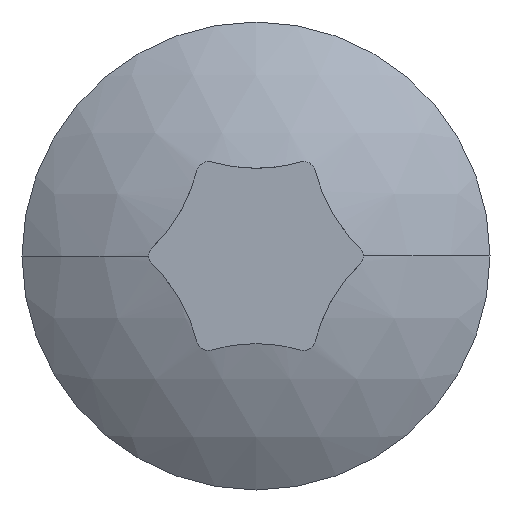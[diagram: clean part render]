
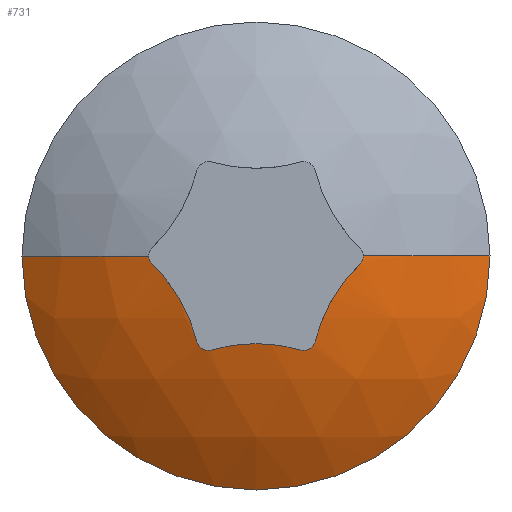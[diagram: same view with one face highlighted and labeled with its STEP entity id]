
A CAD part, left-side view. The second image highlights one B-rep face of the part: STEP entity #731.
In plain terms, the highlighted spherical face has radius 10 mm.
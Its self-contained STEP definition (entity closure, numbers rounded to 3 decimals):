
#1 = B_SPLINE_CURVE_WITH_KNOTS ( 'NONE', 3,
 ( #342, #703, #766, #405 ),
 .UNSPECIFIED., .F., .F.,
 ( 4, 4 ),
 ( 0., 0. ),
 .UNSPECIFIED. ) ;
#14 = ORIENTED_EDGE ( 'NONE', *, *, #251, .T. ) ;
#16 = CARTESIAN_POINT ( 'NONE',  ( 0.362, 1.142, -2.41 ) ) ;
#21 = CARTESIAN_POINT ( 'NONE',  ( 0.256, 0., -2.25 ) ) ;
#23 = EDGE_CURVE ( 'NONE', #247, #535, #568, .T. ) ;
#29 = CARTESIAN_POINT ( 'NONE',  ( 0.362, -1.517, -2.194 ) ) ;
#36 = CARTESIAN_POINT ( 'NONE',  ( 0.257, -2.145, -0.786 ) ) ;
#49 = CARTESIAN_POINT ( 'NONE',  ( 2., 6., 0. ) ) ;
#55 = CARTESIAN_POINT ( 'NONE',  ( 0.257, 1.753, -1.464 ) ) ;
#66 = ORIENTED_EDGE ( 'NONE', *, *, #426, .T. ) ;
#82 = DIRECTION ( 'NONE',  ( 1., 0., 0. ) ) ;
#98 = CARTESIAN_POINT ( 'NONE',  ( 0.362, 1.517, -2.194 ) ) ;
#128 = CARTESIAN_POINT ( 'NONE',  ( 0.386, 2.75, 0. ) ) ;
#136 = CARTESIAN_POINT ( 'NONE',  ( 0.362, -1.142, -2.41 ) ) ;
#149 = CIRCLE ( 'NONE', #431, 10. ) ;
#153 = CARTESIAN_POINT ( 'NONE',  ( 0.256, 0., -2.25 ) ) ;
#163 = CARTESIAN_POINT ( 'NONE',  ( 0.256, 0., -2.25 ) ) ;
#170 = CARTESIAN_POINT ( 'NONE',  ( 0.292, -2.382, -0.484 ) ) ;
#176 = B_SPLINE_CURVE_WITH_KNOTS ( 'NONE', 3,
 ( #153, #944, #935, #652 ),
 .UNSPECIFIED., .F., .F.,
 ( 4, 4 ),
 ( 0.001, 0.002 ),
 .UNSPECIFIED. ) ;
#183 = CARTESIAN_POINT ( 'NONE',  ( 0.377, 1.219, -2.432 ) ) ;
#189 = CARTESIAN_POINT ( 'NONE',  ( 0.256, 2.144, -0.787 ) ) ;
#191 = VERTEX_POINT ( 'NONE', #462 ) ;
#213 = VERTEX_POINT ( 'NONE', #21 ) ;
#219 = CARTESIAN_POINT ( 'NONE',  ( 0.386, -1.305, -2.422 ) ) ;
#220 = B_SPLINE_CURVE_WITH_KNOTS ( 'NONE', 3,
 ( #16, #183, #539, #814, #326, #98 ),
 .UNSPECIFIED., .F., .F.,
 ( 4, 2, 4 ),
 ( 0., 0., 0. ),
 .UNSPECIFIED. ) ;
#234 = CARTESIAN_POINT ( 'NONE',  ( 0.256, -0.391, -2.25 ) ) ;
#237 = ORIENTED_EDGE ( 'NONE', *, *, #323, .T. ) ;
#247 = VERTEX_POINT ( 'NONE', #381 ) ;
#251 = EDGE_CURVE ( 'NONE', #636, #191, #220, .T. ) ;
#255 = EDGE_CURVE ( 'NONE', #767, #213, #470, .T. ) ;
#268 = ORIENTED_EDGE ( 'NONE', *, *, #782, .T. ) ;
#269 = EDGE_CURVE ( 'NONE', #891, #589, #832, .T. ) ;
#271 = CARTESIAN_POINT ( 'NONE',  ( 0.362, 2.658, -0.216 ) ) ;
#291 = CARTESIAN_POINT ( 'NONE',  ( 10., 0., 0. ) ) ;
#301 = B_SPLINE_CURVE_WITH_KNOTS ( 'NONE', 3,
 ( #788, #734, #522, #219, #662, #136 ),
 .UNSPECIFIED., .F., .F.,
 ( 4, 2, 4 ),
 ( 0., 0., 0. ),
 .UNSPECIFIED. ) ;
#307 = ORIENTED_EDGE ( 'NONE', *, *, #898, .T. ) ;
#309 = EDGE_CURVE ( 'NONE', #247, #891, #1, .T. ) ;
#315 = CARTESIAN_POINT ( 'NONE',  ( 0.362, -2.658, -0.216 ) ) ;
#323 = EDGE_CURVE ( 'NONE', #695, #912, #718, .T. ) ;
#326 = CARTESIAN_POINT ( 'NONE',  ( 0.377, 1.497, -2.272 ) ) ;
#335 = CIRCLE ( 'NONE', #746, 6. ) ;
#342 = CARTESIAN_POINT ( 'NONE',  ( 0.386, -2.75, 0. ) ) ;
#381 = CARTESIAN_POINT ( 'NONE',  ( 0.386, -2.75, 0. ) ) ;
#405 = CARTESIAN_POINT ( 'NONE',  ( 0.362, -2.658, -0.216 ) ) ;
#410 = VERTEX_POINT ( 'NONE', #49 ) ;
#416 = CARTESIAN_POINT ( 'NONE',  ( 0.362, 1.517, -2.194 ) ) ;
#421 = B_SPLINE_CURVE_WITH_KNOTS ( 'NONE', 3,
 ( #416, #776, #55, #189, #492, #618 ),
 .UNSPECIFIED., .F., .F.,
 ( 4, 2, 4 ),
 ( 0., 0.001, 0.002 ),
 .UNSPECIFIED. ) ;
#423 = SPHERICAL_SURFACE ( 'NONE', #799, 10. ) ;
#426 = EDGE_CURVE ( 'NONE', #213, #636, #176, .T. ) ;
#427 = CARTESIAN_POINT ( 'NONE',  ( 10., 0., 0. ) ) ;
#431 = AXIS2_PLACEMENT_3D ( 'NONE', #291, #808, #476 ) ;
#449 = EDGE_CURVE ( 'NONE', #535, #410, #335, .T. ) ;
#462 = CARTESIAN_POINT ( 'NONE',  ( 0.362, 1.517, -2.194 ) ) ;
#470 = B_SPLINE_CURVE_WITH_KNOTS ( 'NONE', 3,
 ( #605, #885, #234, #163 ),
 .UNSPECIFIED., .F., .F.,
 ( 4, 4 ),
 ( 0., 0.001 ),
 .UNSPECIFIED. ) ;
#476 = DIRECTION ( 'NONE',  ( -1., 0., 0. ) ) ;
#487 = EDGE_CURVE ( 'NONE', #589, #767, #301, .T. ) ;
#489 = CARTESIAN_POINT ( 'NONE',  ( 0.386, 2.75, -0.081 ) ) ;
#492 = CARTESIAN_POINT ( 'NONE',  ( 0.292, 2.382, -0.484 ) ) ;
#502 = ORIENTED_EDGE ( 'NONE', *, *, #269, .T. ) ;
#507 = AXIS2_PLACEMENT_3D ( 'NONE', #853, #871, #646 ) ;
#522 = CARTESIAN_POINT ( 'NONE',  ( 0.386, -1.445, -2.341 ) ) ;
#533 = ORIENTED_EDGE ( 'NONE', *, *, #23, .F. ) ;
#535 = VERTEX_POINT ( 'NONE', #657 ) ;
#538 = CARTESIAN_POINT ( 'NONE',  ( 0.362, 1.142, -2.41 ) ) ;
#539 = CARTESIAN_POINT ( 'NONE',  ( 0.386, 1.305, -2.422 ) ) ;
#568 = CIRCLE ( 'NONE', #507, 10. ) ;
#570 = CARTESIAN_POINT ( 'NONE',  ( 0.362, -1.142, -2.41 ) ) ;
#579 = CARTESIAN_POINT ( 'NONE',  ( 2., 0., 0. ) ) ;
#589 = VERTEX_POINT ( 'NONE', #29 ) ;
#603 = ORIENTED_EDGE ( 'NONE', *, *, #309, .T. ) ;
#605 = CARTESIAN_POINT ( 'NONE',  ( 0.362, -1.142, -2.41 ) ) ;
#608 = CARTESIAN_POINT ( 'NONE',  ( 0.256, -1.754, -1.463 ) ) ;
#618 = CARTESIAN_POINT ( 'NONE',  ( 0.362, 2.658, -0.216 ) ) ;
#636 = VERTEX_POINT ( 'NONE', #538 ) ;
#646 = DIRECTION ( 'NONE',  ( 0., -1., 0. ) ) ;
#652 = CARTESIAN_POINT ( 'NONE',  ( 0.362, 1.142, -2.41 ) ) ;
#657 = CARTESIAN_POINT ( 'NONE',  ( 2., -6., 0. ) ) ;
#662 = CARTESIAN_POINT ( 'NONE',  ( 0.377, -1.219, -2.432 ) ) ;
#680 = EDGE_LOOP ( 'NONE', ( #533, #603, #502, #827, #744, #66, #14, #268, #237, #307, #790 ) ) ;
#684 = CARTESIAN_POINT ( 'NONE',  ( 0.362, -1.517, -2.194 ) ) ;
#695 = VERTEX_POINT ( 'NONE', #271 ) ;
#703 = CARTESIAN_POINT ( 'NONE',  ( 0.386, -2.75, -0.081 ) ) ;
#708 = CARTESIAN_POINT ( 'NONE',  ( 0.362, 2.658, -0.216 ) ) ;
#718 = B_SPLINE_CURVE_WITH_KNOTS ( 'NONE', 3,
 ( #708, #847, #489, #128 ),
 .UNSPECIFIED., .F., .F.,
 ( 4, 4 ),
 ( 0., 0. ),
 .UNSPECIFIED. ) ;
#731 = ADVANCED_FACE ( 'NONE', ( #907 ), #423, .T. ) ;
#734 = CARTESIAN_POINT ( 'NONE',  ( 0.377, -1.497, -2.272 ) ) ;
#744 = ORIENTED_EDGE ( 'NONE', *, *, #255, .T. ) ;
#746 = AXIS2_PLACEMENT_3D ( 'NONE', #579, #82, #859 ) ;
#766 = CARTESIAN_POINT ( 'NONE',  ( 0.377, -2.716, -0.161 ) ) ;
#767 = VERTEX_POINT ( 'NONE', #570 ) ;
#776 = CARTESIAN_POINT ( 'NONE',  ( 0.292, 1.61, -1.821 ) ) ;
#782 = EDGE_CURVE ( 'NONE', #191, #695, #421, .T. ) ;
#788 = CARTESIAN_POINT ( 'NONE',  ( 0.362, -1.517, -2.194 ) ) ;
#790 = ORIENTED_EDGE ( 'NONE', *, *, #449, .F. ) ;
#799 = AXIS2_PLACEMENT_3D ( 'NONE', #427, #837, #850 ) ;
#808 = DIRECTION ( 'NONE',  ( 0., 0., -1. ) ) ;
#812 = CARTESIAN_POINT ( 'NONE',  ( 0.386, 2.75, 0. ) ) ;
#814 = CARTESIAN_POINT ( 'NONE',  ( 0.386, 1.445, -2.341 ) ) ;
#827 = ORIENTED_EDGE ( 'NONE', *, *, #487, .T. ) ;
#832 = B_SPLINE_CURVE_WITH_KNOTS ( 'NONE', 3,
 ( #315, #170, #36, #608, #890, #684 ),
 .UNSPECIFIED., .F., .F.,
 ( 4, 2, 4 ),
 ( 0., 0.001, 0.002 ),
 .UNSPECIFIED. ) ;
#837 = DIRECTION ( 'NONE',  ( 0., 0., 1. ) ) ;
#847 = CARTESIAN_POINT ( 'NONE',  ( 0.377, 2.716, -0.161 ) ) ;
#850 = DIRECTION ( 'NONE',  ( 0., 1., 0. ) ) ;
#853 = CARTESIAN_POINT ( 'NONE',  ( 10., 0., 0. ) ) ;
#859 = DIRECTION ( 'NONE',  ( 0., 1., 0. ) ) ;
#871 = DIRECTION ( 'NONE',  ( 0., 0., 1. ) ) ;
#885 = CARTESIAN_POINT ( 'NONE',  ( 0.292, -0.771, -2.305 ) ) ;
#890 = CARTESIAN_POINT ( 'NONE',  ( 0.292, -1.61, -1.821 ) ) ;
#891 = VERTEX_POINT ( 'NONE', #943 ) ;
#898 = EDGE_CURVE ( 'NONE', #912, #410, #149, .T. ) ;
#907 = FACE_OUTER_BOUND ( 'NONE', #680, .T. ) ;
#912 = VERTEX_POINT ( 'NONE', #812 ) ;
#935 = CARTESIAN_POINT ( 'NONE',  ( 0.292, 0.772, -2.305 ) ) ;
#943 = CARTESIAN_POINT ( 'NONE',  ( 0.362, -2.658, -0.216 ) ) ;
#944 = CARTESIAN_POINT ( 'NONE',  ( 0.256, 0.391, -2.25 ) ) ;
